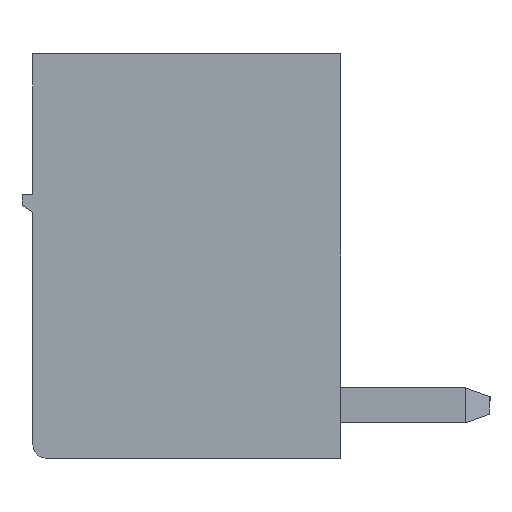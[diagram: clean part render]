
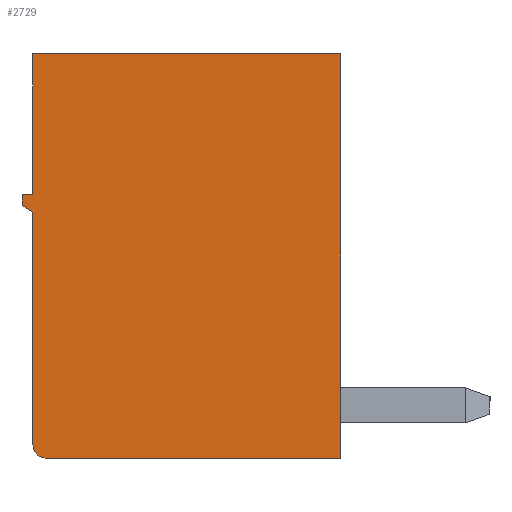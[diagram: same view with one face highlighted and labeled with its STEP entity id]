
A CAD part, left-side view. The second image highlights one B-rep face of the part: STEP entity #2729.
In plain terms, the highlighted planar face has unit normal (-1, 0, 0).
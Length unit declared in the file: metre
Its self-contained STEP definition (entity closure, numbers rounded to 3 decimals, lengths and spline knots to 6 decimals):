
#2729=ADVANCED_FACE('',(#5531),#5532,.T.);
#5531=FACE_OUTER_BOUND('',#8328,.T.);
#5532=PLANE('',#8329);
#8328=EDGE_LOOP('',(#16615,#16616,#16617,#16618,#16619,#16620,#16621,#16622,#16623));
#8329=AXIS2_PLACEMENT_3D('',#16624,#16625,#16626);
#16615=ORIENTED_EDGE('',*,*,#16840,.T.);
#16616=ORIENTED_EDGE('',*,*,#16836,.T.);
#16617=ORIENTED_EDGE('',*,*,#16832,.T.);
#16618=ORIENTED_EDGE('',*,*,#16828,.F.);
#16619=ORIENTED_EDGE('',*,*,#16844,.T.);
#16620=ORIENTED_EDGE('',*,*,#16848,.T.);
#16621=ORIENTED_EDGE('',*,*,#16881,.T.);
#16622=ORIENTED_EDGE('',*,*,#17051,.F.);
#16623=ORIENTED_EDGE('',*,*,#17094,.T.);
#16624=CARTESIAN_POINT('',(-1.087027,0.00436,0.000933));
#16625=DIRECTION('',(-1.0,0.0,0.0));
#16626=DIRECTION('',(0.0,0.0,1.0));
#16828=EDGE_CURVE('',#20176,#20172,#20178,.T.);
#16832=EDGE_CURVE('',#20181,#20172,#20184,.T.);
#16836=EDGE_CURVE('',#20187,#20181,#20190,.T.);
#16840=EDGE_CURVE('',#20193,#20187,#20196,.T.);
#16844=EDGE_CURVE('',#20176,#20200,#20202,.T.);
#16848=EDGE_CURVE('',#20200,#20206,#20208,.T.);
#16881=EDGE_CURVE('',#20206,#20269,#20271,.T.);
#17051=EDGE_CURVE('',#20585,#20269,#20587,.T.);
#17094=EDGE_CURVE('',#20585,#20193,#20656,.T.);
#20172=VERTEX_POINT('',#25070);
#20176=VERTEX_POINT('',#25076);
#20178=LINE('',#25079,#25080);
#20181=VERTEX_POINT('',#25083);
#20184=LINE('',#25088,#25089);
#20187=VERTEX_POINT('',#25092);
#20190=LINE('',#25097,#25098);
#20193=VERTEX_POINT('',#25101);
#20196=LINE('',#25106,#25107);
#20200=VERTEX_POINT('',#25112);
#20202=LINE('',#25115,#25116);
#20206=VERTEX_POINT('',#25120);
#20208=CIRCLE('',#25123,0.0003);
#20269=VERTEX_POINT('',#25214);
#20271=LINE('',#25217,#25218);
#20585=VERTEX_POINT('',#25689);
#20587=LINE('',#25692,#25693);
#20656=LINE('',#25793,#25794);
#25070=CARTESIAN_POINT('',(-1.087027,0.01111,-0.002517));
#25076=CARTESIAN_POINT('',(-1.087027,0.01086,-0.002667));
#25079=CARTESIAN_POINT('',(-1.087027,0.010852,-0.002672));
#25080=VECTOR('',#31887,1.0);
#25083=CARTESIAN_POINT('',(-1.087027,0.01111,-0.002267));
#25088=CARTESIAN_POINT('',(-1.087027,0.01111,-0.002267));
#25089=VECTOR('',#31890,1.0);
#25092=CARTESIAN_POINT('',(-1.087027,0.01086,-0.002267));
#25097=CARTESIAN_POINT('',(-1.087027,0.01061,-0.002267));
#25098=VECTOR('',#31893,1.0);
#25101=CARTESIAN_POINT('',(-1.087027,0.01086,0.000933));
#25106=CARTESIAN_POINT('',(-1.087027,0.01086,0.000933));
#25107=VECTOR('',#31896,1.0);
#25112=CARTESIAN_POINT('',(-1.087027,0.01086,-0.007967));
#25115=CARTESIAN_POINT('',(-1.087027,0.01086,0.000933));
#25116=VECTOR('',#31899,1.0);
#25120=CARTESIAN_POINT('',(-1.087027,0.01056,-0.008267));
#25123=AXIS2_PLACEMENT_3D('',#31904,#31905,#31906);
#25214=CARTESIAN_POINT('',(-1.087027,0.00386,-0.008267));
#25217=CARTESIAN_POINT('',(-1.087027,0.00436,-0.008267));
#25218=VECTOR('',#31938,1.0);
#25689=CARTESIAN_POINT('',(-1.087027,0.00386,0.000933));
#25692=CARTESIAN_POINT('',(-1.087027,0.00386,0.000933));
#25693=VECTOR('',#32127,1.0);
#25793=CARTESIAN_POINT('',(-1.087027,0.00436,0.000933));
#25794=VECTOR('',#32180,1.0);
#31887=DIRECTION('',(0.0,0.857,0.514));
#31890=DIRECTION('',(-0.0,-0.0,-1.0));
#31893=DIRECTION('',(0.0,1.0,-0.0));
#31896=DIRECTION('',(-0.0,-0.0,-1.0));
#31899=DIRECTION('',(-0.0,-0.0,-1.0));
#31904=CARTESIAN_POINT('',(-1.087027,0.01056,-0.007967));
#31905=DIRECTION('',(-1.0,0.0,0.0));
#31906=DIRECTION('',(0.0,0.0,1.0));
#31938=DIRECTION('',(-0.0,-1.0,0.0));
#32127=DIRECTION('',(0.0,0.,-1.0));
#32180=DIRECTION('',(0.0,1.0,-0.0));
